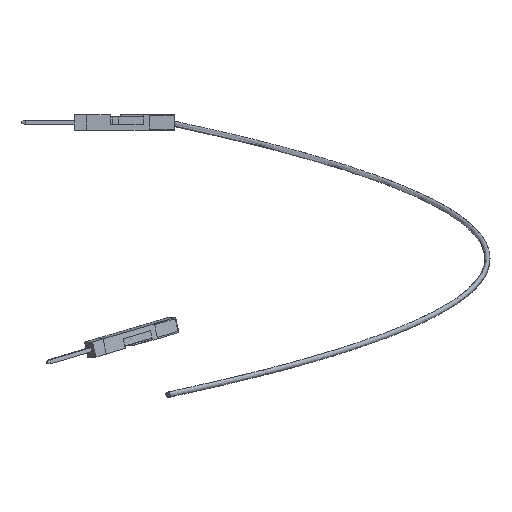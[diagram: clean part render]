
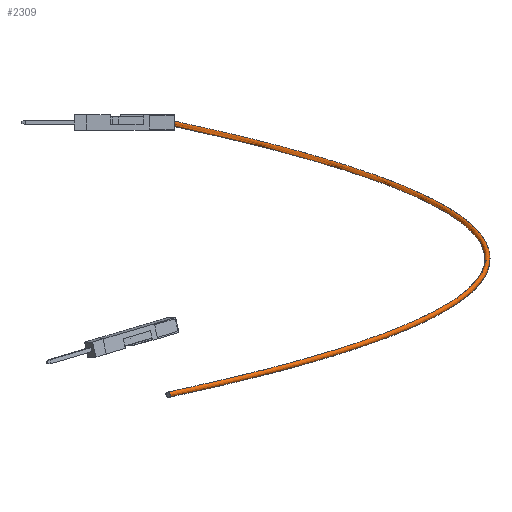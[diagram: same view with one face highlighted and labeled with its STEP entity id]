
A CAD part, left-side view. The second image highlights one B-rep face of the part: STEP entity #2309.
In plain terms, the highlighted free-form (B-spline) face has degree [3, 3] with [7, 10] control points.
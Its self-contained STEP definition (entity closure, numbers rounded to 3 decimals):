
#2200=CARTESIAN_POINT('',(0.45,0.0,0.0));
#2201=VERTEX_POINT('',#2200);
#2202=CARTESIAN_POINT('',(0.0,0.0,0.0));
#2203=DIRECTION('',(0.0,0.0,1.0));
#2204=DIRECTION('',(1.0,0.0,0.0));
#2205=AXIS2_PLACEMENT_3D('',#2202,#2203,#2204);
#2206=CIRCLE('',#2205,0.45);
#2207=EDGE_CURVE('',#2201,#2201,#2206,.T.);
#2212=CARTESIAN_POINT('',(0.45,0.0,0.0));
#2213=CARTESIAN_POINT('',(8.783,0.0,-17.098));
#2214=CARTESIAN_POINT('',(17.117,0.0,-29.904));
#2215=CARTESIAN_POINT('',(33.737,0.0,-46.889));
#2216=CARTESIAN_POINT('',(42.002,0.0,-51.047));
#2217=CARTESIAN_POINT('',(58.392,0.0,-50.912));
#2218=CARTESIAN_POINT('',(66.584,0.0,-46.653));
#2219=CARTESIAN_POINT('',(83.11,0.0,-29.576));
#2220=CARTESIAN_POINT('',(91.412,0.0,-16.756));
#2221=CARTESIAN_POINT('',(99.722,0.0,0.354));
#2222=CARTESIAN_POINT('',(0.45,0.9,0.0));
#2223=CARTESIAN_POINT('',(8.783,0.9,-17.098));
#2224=CARTESIAN_POINT('',(17.117,0.9,-29.904));
#2225=CARTESIAN_POINT('',(33.737,0.9,-46.889));
#2226=CARTESIAN_POINT('',(42.002,0.9,-51.047));
#2227=CARTESIAN_POINT('',(58.392,0.9,-50.912));
#2228=CARTESIAN_POINT('',(66.584,0.9,-46.653));
#2229=CARTESIAN_POINT('',(83.11,0.9,-29.576));
#2230=CARTESIAN_POINT('',(91.412,0.9,-16.756));
#2231=CARTESIAN_POINT('',(99.722,0.9,0.354));
#2232=CARTESIAN_POINT('',(-0.45,0.9,0.0));
#2233=CARTESIAN_POINT('',(7.883,0.9,-17.157));
#2234=CARTESIAN_POINT('',(16.216,0.9,-30.044));
#2235=CARTESIAN_POINT('',(32.93,0.9,-47.314));
#2236=CARTESIAN_POINT('',(41.331,0.9,-51.721));
#2237=CARTESIAN_POINT('',(58.275,0.9,-51.856));
#2238=CARTESIAN_POINT('',(66.749,0.9,-47.551));
#2239=CARTESIAN_POINT('',(83.557,0.9,-30.372));
#2240=CARTESIAN_POINT('',(91.921,0.9,-17.5));
#2241=CARTESIAN_POINT('',(100.278,0.9,-0.354));
#2242=CARTESIAN_POINT('',(-0.45,0.,0.0));
#2243=CARTESIAN_POINT('',(7.883,0.,-17.157));
#2244=CARTESIAN_POINT('',(16.216,0.,-30.044));
#2245=CARTESIAN_POINT('',(32.93,0.,-47.314));
#2246=CARTESIAN_POINT('',(41.331,0.,-51.721));
#2247=CARTESIAN_POINT('',(58.275,0.,-51.856));
#2248=CARTESIAN_POINT('',(66.749,0.,-47.551));
#2249=CARTESIAN_POINT('',(83.557,0.,-30.372));
#2250=CARTESIAN_POINT('',(91.921,0.,-17.5));
#2251=CARTESIAN_POINT('',(100.278,0.,-0.354));
#2252=CARTESIAN_POINT('',(-0.45,-0.9,0.0));
#2253=CARTESIAN_POINT('',(7.883,-0.9,-17.157));
#2254=CARTESIAN_POINT('',(16.216,-0.9,-30.044));
#2255=CARTESIAN_POINT('',(32.93,-0.9,-47.314));
#2256=CARTESIAN_POINT('',(41.331,-0.9,-51.721));
#2257=CARTESIAN_POINT('',(58.275,-0.9,-51.856));
#2258=CARTESIAN_POINT('',(66.749,-0.9,-47.551));
#2259=CARTESIAN_POINT('',(83.557,-0.9,-30.372));
#2260=CARTESIAN_POINT('',(91.921,-0.9,-17.5));
#2261=CARTESIAN_POINT('',(100.278,-0.9,-0.354));
#2262=CARTESIAN_POINT('',(0.45,-0.9,0.0));
#2263=CARTESIAN_POINT('',(8.783,-0.9,-17.098));
#2264=CARTESIAN_POINT('',(17.117,-0.9,-29.904));
#2265=CARTESIAN_POINT('',(33.737,-0.9,-46.889));
#2266=CARTESIAN_POINT('',(42.002,-0.9,-51.047));
#2267=CARTESIAN_POINT('',(58.392,-0.9,-50.912));
#2268=CARTESIAN_POINT('',(66.584,-0.9,-46.653));
#2269=CARTESIAN_POINT('',(83.11,-0.9,-29.576));
#2270=CARTESIAN_POINT('',(91.412,-0.9,-16.756));
#2271=CARTESIAN_POINT('',(99.722,-0.9,0.354));
#2272=CARTESIAN_POINT('',(0.45,0.0,0.0));
#2273=CARTESIAN_POINT('',(8.783,0.0,-17.098));
#2274=CARTESIAN_POINT('',(17.117,0.0,-29.904));
#2275=CARTESIAN_POINT('',(33.737,0.0,-46.889));
#2276=CARTESIAN_POINT('',(42.002,0.0,-51.047));
#2277=CARTESIAN_POINT('',(58.392,0.0,-50.912));
#2278=CARTESIAN_POINT('',(66.584,0.0,-46.653));
#2279=CARTESIAN_POINT('',(83.11,0.0,-29.576));
#2280=CARTESIAN_POINT('',(91.412,0.0,-16.756));
#2281=CARTESIAN_POINT('',(99.722,0.0,0.354));
#2282=(BOUNDED_SURFACE()
B_SPLINE_SURFACE(3,3,((#2212,#2213,#2214,#2215,#2216,#2217,#2218,#2219,#2220,#2221),(#2222,#2223,#2224,#2225,#2226,#2227,#2228,#2229,#2230,#2231),(#2232,#2233,#2234,#2235,#2236,#2237,#2238,#2239,#2240,#2241),(#2242,#2243,#2244,#2245,#2246,#2247,#2248,#2249,#2250,#2251),(#2252,#2253,#2254,#2255,#2256,#2257,#2258,#2259,#2260,#2261),(#2262,#2263,#2264,#2265,#2266,#2267,#2268,#2269,#2270,#2271),(#2272,#2273,#2274,#2275,#2276,#2277,#2278,#2279,#2280,#2281)),.UNSPECIFIED.,.T.,.F.,.U.)
B_SPLINE_SURFACE_WITH_KNOTS((4,3,4),(4,2,2,2,4),(0.0,0.5,1.0),(0.0,0.25,0.5,0.75,1.0),.UNSPECIFIED.)
GEOMETRIC_REPRESENTATION_ITEM()
RATIONAL_B_SPLINE_SURFACE(((1.0,1.0,1.0,1.0,1.0,1.0,1.0,1.0,1.0,1.0),(0.333,0.333,0.333,0.333,0.333,0.333,0.333,0.333,0.333,0.333),(0.333,0.333,0.333,0.333,0.333,0.333,0.333,0.333,0.333,0.333),(1.0,1.0,1.0,1.0,1.0,1.0,1.0,1.0,1.0,1.0),(0.333,0.333,0.333,0.333,0.333,0.333,0.333,0.333,0.333,0.333),(0.333,0.333,0.333,0.333,0.333,0.333,0.333,0.333,0.333,0.333),(1.0,1.0,1.0,1.0,1.0,1.0,1.0,1.0,1.0,1.0)))
REPRESENTATION_ITEM('')
SURFACE()
);
#2283=CARTESIAN_POINT('',(99.722,0.0,0.354));
#2284=VERTEX_POINT('',#2283);
#2285=CARTESIAN_POINT('',(99.722,0.0,0.354));
#2286=CARTESIAN_POINT('',(91.412,0.0,-16.756));
#2287=CARTESIAN_POINT('',(83.11,0.0,-29.576));
#2288=CARTESIAN_POINT('',(66.584,0.0,-46.653));
#2289=CARTESIAN_POINT('',(58.392,0.0,-50.912));
#2290=CARTESIAN_POINT('',(42.002,0.0,-51.047));
#2291=CARTESIAN_POINT('',(33.737,0.0,-46.889));
#2292=CARTESIAN_POINT('',(17.117,0.0,-29.904));
#2293=CARTESIAN_POINT('',(8.783,0.0,-17.098));
#2294=CARTESIAN_POINT('',(0.45,0.0,0.0));
#2295=B_SPLINE_CURVE_WITH_KNOTS('',3,(#2285,#2286,#2287,#2288,#2289,#2290,#2291,#2292,#2293,#2294),.UNSPECIFIED.,.F.,.F.,(4,2,2,2,4),(0.0,0.25,0.5,0.75,1.0),.UNSPECIFIED.);
#2296=EDGE_CURVE('',#2284,#2201,#2295,.T.);
#2297=ORIENTED_EDGE('',*,*,#2296,.F.);
#2298=CARTESIAN_POINT('',(100.0,0.0,0.));
#2299=DIRECTION('',(-0.787,0.0,-0.617));
#2300=DIRECTION('',(-0.617,0.0,0.787));
#2301=AXIS2_PLACEMENT_3D('',#2298,#2299,#2300);
#2302=CIRCLE('',#2301,0.45);
#2303=EDGE_CURVE('',#2284,#2284,#2302,.T.);
#2304=ORIENTED_EDGE('',*,*,#2303,.T.);
#2305=ORIENTED_EDGE('',*,*,#2296,.T.);
#2306=ORIENTED_EDGE('',*,*,#2207,.F.);
#2307=EDGE_LOOP('',(#2297,#2304,#2305,#2306));
#2308=FACE_BOUND('',#2307,.T.);
#2309=ADVANCED_FACE('',(#2308),#2282,.F.);
